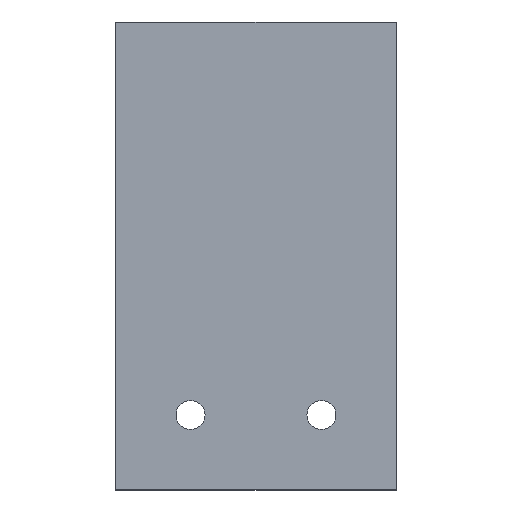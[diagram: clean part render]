
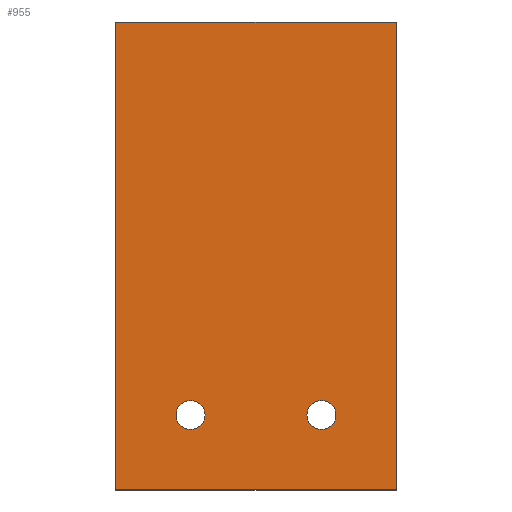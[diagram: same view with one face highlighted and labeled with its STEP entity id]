
A CAD part, top view. The second image highlights one B-rep face of the part: STEP entity #955.
In plain terms, the highlighted planar face has unit normal (0, 0, 1).
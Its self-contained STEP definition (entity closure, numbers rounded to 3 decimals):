
#5 = CARTESIAN_POINT ( 'NONE',  ( 7., -53.5, -64.5 ) ) ;
#19 = ORIENTED_EDGE ( 'NONE', *, *, #933, .F. ) ;
#48 = PLANE ( 'NONE',  #878 ) ;
#103 = EDGE_CURVE ( 'NONE', #934, #1405, #1158, .T. ) ;
#110 = CARTESIAN_POINT ( 'NONE',  ( 6.45, -45.5, -64.5 ) ) ;
#139 = AXIS2_PLACEMENT_3D ( 'NONE', #967, #1310, #1406 ) ;
#153 = DIRECTION ( 'NONE',  ( 1., 0., 0. ) ) ;
#193 = VECTOR ( 'NONE', #1368, 1000. ) ;
#234 = DIRECTION ( 'NONE',  ( 1., 0., 0. ) ) ;
#277 = VECTOR ( 'NONE', #234, 1000. ) ;
#294 = DIRECTION ( 'NONE',  ( 0., 0., 1. ) ) ;
#299 = EDGE_CURVE ( 'NONE', #846, #535, #472, .T. ) ;
#308 = DIRECTION ( 'NONE',  ( 1., 0., 0. ) ) ;
#333 = EDGE_LOOP ( 'NONE', ( #1063, #467, #903, #591 ) ) ;
#368 = EDGE_CURVE ( 'NONE', #456, #421, #972, .T. ) ;
#405 = DIRECTION ( 'NONE',  ( 0., 0., 1. ) ) ;
#421 = VERTEX_POINT ( 'NONE', #1383 ) ;
#442 = CARTESIAN_POINT ( 'NONE',  ( 30., -3.5, -64.5 ) ) ;
#445 = DIRECTION ( 'NONE',  ( 1., 0., 0. ) ) ;
#456 = VERTEX_POINT ( 'NONE', #110 ) ;
#467 = ORIENTED_EDGE ( 'NONE', *, *, #1062, .T. ) ;
#472 = CIRCLE ( 'NONE', #1471, 1.55 ) ;
#504 = DIRECTION ( 'NONE',  ( 1., 0., 0. ) ) ;
#528 = VERTEX_POINT ( 'NONE', #706 ) ;
#535 = VERTEX_POINT ( 'NONE', #823 ) ;
#541 = CARTESIAN_POINT ( 'NONE',  ( 30., -13.375, -64.5 ) ) ;
#545 = EDGE_LOOP ( 'NONE', ( #19, #1198 ) ) ;
#552 = CIRCLE ( 'NONE', #1163, 1.55 ) ;
#580 = VERTEX_POINT ( 'NONE', #1267 ) ;
#591 = ORIENTED_EDGE ( 'NONE', *, *, #743, .T. ) ;
#621 = FACE_BOUND ( 'NONE', #1387, .T. ) ;
#660 = CARTESIAN_POINT ( 'NONE',  ( 0., -35.125, -64.5 ) ) ;
#662 = DIRECTION ( 'NONE',  ( 0., 0., 1. ) ) ;
#685 = LINE ( 'NONE', #5, #193 ) ;
#698 = ORIENTED_EDGE ( 'NONE', *, *, #368, .F. ) ;
#706 = CARTESIAN_POINT ( 'NONE',  ( 0., -53.5, -64.5 ) ) ;
#743 = EDGE_CURVE ( 'NONE', #934, #528, #870, .T. ) ;
#748 = DIRECTION ( 'NONE',  ( 0., -1., 0. ) ) ;
#816 = EDGE_CURVE ( 'NONE', #580, #528, #685, .T. ) ;
#823 = CARTESIAN_POINT ( 'NONE',  ( 20.45, -45.5, -64.5 ) ) ;
#840 = ORIENTED_EDGE ( 'NONE', *, *, #921, .F. ) ;
#846 = VERTEX_POINT ( 'NONE', #1127 ) ;
#870 = LINE ( 'NONE', #660, #1381 ) ;
#878 = AXIS2_PLACEMENT_3D ( 'NONE', #1194, #405, #504 ) ;
#903 = ORIENTED_EDGE ( 'NONE', *, *, #103, .F. ) ;
#921 = EDGE_CURVE ( 'NONE', #421, #456, #1093, .T. ) ;
#933 = EDGE_CURVE ( 'NONE', #535, #846, #552, .T. ) ;
#934 = VERTEX_POINT ( 'NONE', #1172 ) ;
#955 = ADVANCED_FACE ( 'NONE', ( #982, #621, #1072 ), #48, .T. ) ;
#967 = CARTESIAN_POINT ( 'NONE',  ( 8., -45.5, -64.5 ) ) ;
#972 = CIRCLE ( 'NONE', #1400, 1.55 ) ;
#982 = FACE_BOUND ( 'NONE', #545, .T. ) ;
#997 = DIRECTION ( 'NONE',  ( 0., 1., 0. ) ) ;
#1007 = CARTESIAN_POINT ( 'NONE',  ( 8., -45.5, -64.5 ) ) ;
#1062 = EDGE_CURVE ( 'NONE', #580, #1405, #1228, .T. ) ;
#1063 = ORIENTED_EDGE ( 'NONE', *, *, #816, .F. ) ;
#1072 = FACE_OUTER_BOUND ( 'NONE', #333, .T. ) ;
#1093 = CIRCLE ( 'NONE', #139, 1.55 ) ;
#1127 = CARTESIAN_POINT ( 'NONE',  ( 23.55, -45.5, -64.5 ) ) ;
#1158 = LINE ( 'NONE', #1241, #277 ) ;
#1163 = AXIS2_PLACEMENT_3D ( 'NONE', #1286, #1431, #153 ) ;
#1172 = CARTESIAN_POINT ( 'NONE',  ( 0., -3.5, -64.5 ) ) ;
#1194 = CARTESIAN_POINT ( 'NONE',  ( 0., 0., -64.5 ) ) ;
#1198 = ORIENTED_EDGE ( 'NONE', *, *, #299, .F. ) ;
#1228 = LINE ( 'NONE', #541, #1272 ) ;
#1241 = CARTESIAN_POINT ( 'NONE',  ( -30., -3.5, -64.5 ) ) ;
#1267 = CARTESIAN_POINT ( 'NONE',  ( 30., -53.5, -64.5 ) ) ;
#1272 = VECTOR ( 'NONE', #997, 1000. ) ;
#1286 = CARTESIAN_POINT ( 'NONE',  ( 22., -45.5, -64.5 ) ) ;
#1310 = DIRECTION ( 'NONE',  ( 0., 0., 1. ) ) ;
#1333 = CARTESIAN_POINT ( 'NONE',  ( 22., -45.5, -64.5 ) ) ;
#1368 = DIRECTION ( 'NONE',  ( -1., 0., 0. ) ) ;
#1381 = VECTOR ( 'NONE', #748, 1000. ) ;
#1383 = CARTESIAN_POINT ( 'NONE',  ( 9.55, -45.5, -64.5 ) ) ;
#1387 = EDGE_LOOP ( 'NONE', ( #698, #840 ) ) ;
#1400 = AXIS2_PLACEMENT_3D ( 'NONE', #1007, #662, #445 ) ;
#1405 = VERTEX_POINT ( 'NONE', #442 ) ;
#1406 = DIRECTION ( 'NONE',  ( 1., 0., 0. ) ) ;
#1431 = DIRECTION ( 'NONE',  ( 0., 0., 1. ) ) ;
#1471 = AXIS2_PLACEMENT_3D ( 'NONE', #1333, #294, #308 ) ;
